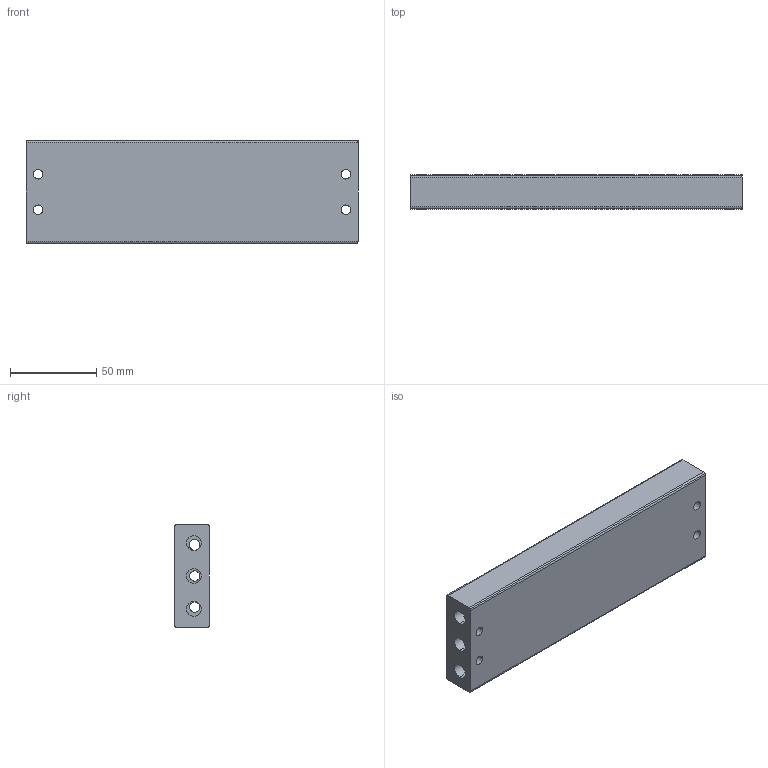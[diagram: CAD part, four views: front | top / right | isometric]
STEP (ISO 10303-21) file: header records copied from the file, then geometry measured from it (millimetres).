
FILE_DESCRIPTION((''),'2;1');
FILE_NAME('00_057_2.stp','2002-11-27T22:08:36',('Branislav Petkovic'),('AZ Pneumatica'),'AutoCAD STEP 2000i','AutoCAD 2000i','Via J. F. Kennedy, 26, 20020 Misinto (MI), ITALY');
FILE_SCHEMA(('CONFIG_CONTROL_DESIGN'));
Length unit declared in the file: millimetre
Products named in the file (2): 00_057_2; PART1
Assembly tree (1 placements, depth 2):
  00_057_2
    PART1
Bounding box: 192 x 20 x 60 mm (x, y, z)
Surface area: 50501.7 mm2 (no closed solid volume)
Topology: 0 solids, 1 shells, 235 faces, 632 edges, 426 vertices
Faces by surface type: cylinder 160, plane 75
Entity records: 10244 total; most frequent: CARTESIAN_POINT 4018, ORIENTED_EDGE 1264, DIRECTION 1244, EDGE_CURVE 632, AXIS2_PLACEMENT_3D 515, VERTEX_POINT 426, EDGE_LOOP 360, CIRCLE 278
